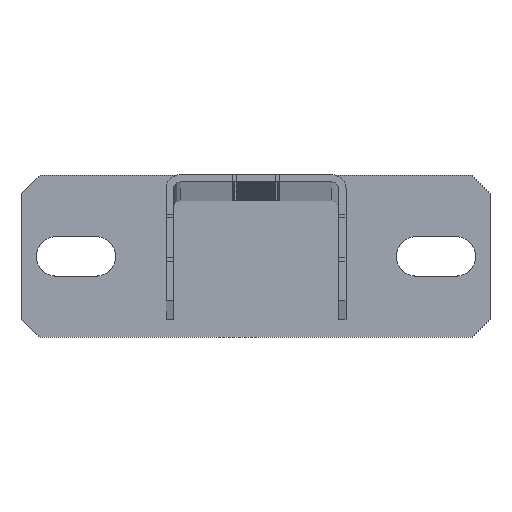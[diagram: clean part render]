
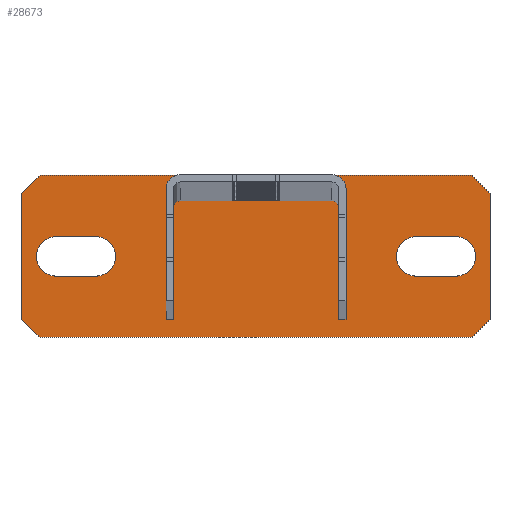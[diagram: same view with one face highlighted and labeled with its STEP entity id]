
A CAD part, top view. The second image highlights one B-rep face of the part: STEP entity #28673.
In plain terms, the highlighted planar face has unit normal (0, 0, 1).
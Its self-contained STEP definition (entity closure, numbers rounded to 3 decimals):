
#755=FACE_BOUND('',#4050,.T.);
#756=FACE_BOUND('',#4051,.T.);
#1119=CIRCLE('',#30209,5.5);
#1120=CIRCLE('',#30210,5.5);
#1121=CIRCLE('',#30211,5.5);
#1122=CIRCLE('',#30212,5.5);
#2577=FACE_OUTER_BOUND('',#4049,.T.);
#4049=EDGE_LOOP('',(#19127,#19128,#19129,#19130,#19131,#19132,#19133,#19134));
#4050=EDGE_LOOP('',(#19135,#19136,#19137,#19138));
#4051=EDGE_LOOP('',(#19139,#19140,#19141,#19142));
#5883=LINE('',#41956,#8831);
#5887=LINE('',#41964,#8835);
#5890=LINE('',#41970,#8838);
#5891=LINE('',#41972,#8839);
#5892=LINE('',#41974,#8840);
#5893=LINE('',#41976,#8841);
#5894=LINE('',#41978,#8842);
#5895=LINE('',#41979,#8843);
#5896=LINE('',#41984,#8844);
#5897=LINE('',#41987,#8845);
#5898=LINE('',#41992,#8846);
#5899=LINE('',#41995,#8847);
#8831=VECTOR('',#33143,10.);
#8835=VECTOR('',#33149,10.);
#8838=VECTOR('',#33154,10.);
#8839=VECTOR('',#33155,10.);
#8840=VECTOR('',#33156,10.);
#8841=VECTOR('',#33157,10.);
#8842=VECTOR('',#33158,10.);
#8843=VECTOR('',#33159,10.);
#8844=VECTOR('',#33162,10.);
#8845=VECTOR('',#33165,10.);
#8846=VECTOR('',#33168,10.);
#8847=VECTOR('',#33171,10.);
#11779=VERTEX_POINT('',#41954);
#11780=VERTEX_POINT('',#41955);
#11783=VERTEX_POINT('',#41963);
#11785=VERTEX_POINT('',#41969);
#11786=VERTEX_POINT('',#41971);
#11787=VERTEX_POINT('',#41973);
#11788=VERTEX_POINT('',#41975);
#11789=VERTEX_POINT('',#41977);
#11790=VERTEX_POINT('',#41980);
#11791=VERTEX_POINT('',#41981);
#11792=VERTEX_POINT('',#41983);
#11793=VERTEX_POINT('',#41985);
#11794=VERTEX_POINT('',#41988);
#11795=VERTEX_POINT('',#41989);
#11796=VERTEX_POINT('',#41991);
#11797=VERTEX_POINT('',#41993);
#14715=EDGE_CURVE('',#11779,#11780,#5883,.T.);
#14719=EDGE_CURVE('',#11783,#11780,#5887,.T.);
#14722=EDGE_CURVE('',#11779,#11785,#5890,.T.);
#14723=EDGE_CURVE('',#11786,#11785,#5891,.T.);
#14724=EDGE_CURVE('',#11786,#11787,#5892,.T.);
#14725=EDGE_CURVE('',#11788,#11787,#5893,.T.);
#14726=EDGE_CURVE('',#11788,#11789,#5894,.T.);
#14727=EDGE_CURVE('',#11783,#11789,#5895,.T.);
#14728=EDGE_CURVE('',#11790,#11791,#1119,.T.);
#14729=EDGE_CURVE('',#11791,#11792,#5896,.T.);
#14730=EDGE_CURVE('',#11792,#11793,#1120,.T.);
#14731=EDGE_CURVE('',#11793,#11790,#5897,.T.);
#14732=EDGE_CURVE('',#11794,#11795,#1121,.T.);
#14733=EDGE_CURVE('',#11795,#11796,#5898,.T.);
#14734=EDGE_CURVE('',#11796,#11797,#1122,.T.);
#14735=EDGE_CURVE('',#11797,#11794,#5899,.T.);
#19127=ORIENTED_EDGE('',*,*,#14715,.F.);
#19128=ORIENTED_EDGE('',*,*,#14722,.T.);
#19129=ORIENTED_EDGE('',*,*,#14723,.F.);
#19130=ORIENTED_EDGE('',*,*,#14724,.T.);
#19131=ORIENTED_EDGE('',*,*,#14725,.F.);
#19132=ORIENTED_EDGE('',*,*,#14726,.T.);
#19133=ORIENTED_EDGE('',*,*,#14727,.F.);
#19134=ORIENTED_EDGE('',*,*,#14719,.T.);
#19135=ORIENTED_EDGE('',*,*,#14728,.T.);
#19136=ORIENTED_EDGE('',*,*,#14729,.T.);
#19137=ORIENTED_EDGE('',*,*,#14730,.T.);
#19138=ORIENTED_EDGE('',*,*,#14731,.T.);
#19139=ORIENTED_EDGE('',*,*,#14732,.T.);
#19140=ORIENTED_EDGE('',*,*,#14733,.T.);
#19141=ORIENTED_EDGE('',*,*,#14734,.T.);
#19142=ORIENTED_EDGE('',*,*,#14735,.T.);
#27929=PLANE('',#30208);
#28673=ADVANCED_FACE('',(#2577,#755,#756),#27929,.T.);
#30208=AXIS2_PLACEMENT_3D('',#41968,#33152,#33153);
#30209=AXIS2_PLACEMENT_3D('',#41982,#33160,#33161);
#30210=AXIS2_PLACEMENT_3D('',#41986,#33163,#33164);
#30211=AXIS2_PLACEMENT_3D('',#41990,#33166,#33167);
#30212=AXIS2_PLACEMENT_3D('',#41994,#33169,#33170);
#33143=DIRECTION('',(-0.707,0.707,0.));
#33149=DIRECTION('',(0.,-1.,0.));
#33152=DIRECTION('center_axis',(0.,0.,1.));
#33153=DIRECTION('ref_axis',(1.,0.,0.));
#33154=DIRECTION('',(1.,0.,0.));
#33155=DIRECTION('',(-0.707,-0.707,0.));
#33156=DIRECTION('',(0.,1.,0.));
#33157=DIRECTION('',(0.707,-0.707,0.));
#33158=DIRECTION('',(-1.,0.,0.));
#33159=DIRECTION('',(0.707,0.707,0.));
#33160=DIRECTION('center_axis',(0.,0.,-1.));
#33161=DIRECTION('ref_axis',(0.,-1.,0.));
#33162=DIRECTION('',(1.,0.,0.));
#33163=DIRECTION('center_axis',(0.,0.,-1.));
#33164=DIRECTION('ref_axis',(0.,1.,0.));
#33165=DIRECTION('',(-1.,0.,0.));
#33166=DIRECTION('center_axis',(0.,0.,-1.));
#33167=DIRECTION('ref_axis',(0.,-1.,0.));
#33168=DIRECTION('',(1.,0.,0.));
#33169=DIRECTION('center_axis',(0.,0.,-1.));
#33170=DIRECTION('ref_axis',(0.,1.,0.));
#33171=DIRECTION('',(-1.,0.,0.));
#41954=CARTESIAN_POINT('',(-60.,-22.5,5.));
#41955=CARTESIAN_POINT('',(-65.,-17.5,5.));
#41956=CARTESIAN_POINT('',(-51.875,-30.625,5.));
#41963=CARTESIAN_POINT('',(-65.,17.5,5.));
#41964=CARTESIAN_POINT('',(-65.,22.5,5.));
#41968=CARTESIAN_POINT('Origin',(0.,0.,
5.));
#41969=CARTESIAN_POINT('',(60.,-22.5,5.));
#41970=CARTESIAN_POINT('',(-65.,-22.5,5.));
#41971=CARTESIAN_POINT('',(65.,-17.5,5.));
#41972=CARTESIAN_POINT('',(51.875,-30.625,5.));
#41973=CARTESIAN_POINT('',(65.,17.5,5.));
#41974=CARTESIAN_POINT('',(65.,-22.5,5.));
#41975=CARTESIAN_POINT('',(60.,22.5,5.));
#41976=CARTESIAN_POINT('',(51.875,30.625,5.));
#41977=CARTESIAN_POINT('',(-60.,22.5,5.));
#41978=CARTESIAN_POINT('',(65.,22.5,5.));
#41979=CARTESIAN_POINT('',(-51.875,30.625,5.));
#41980=CARTESIAN_POINT('',(-55.5,-5.5,5.));
#41981=CARTESIAN_POINT('',(-55.5,5.5,5.));
#41982=CARTESIAN_POINT('Origin',(-55.5,0.,5.));
#41983=CARTESIAN_POINT('',(-44.5,5.5,5.));
#41984=CARTESIAN_POINT('',(-55.5,5.5,5.));
#41985=CARTESIAN_POINT('',(-44.5,-5.5,5.));
#41986=CARTESIAN_POINT('Origin',(-44.5,0.,5.));
#41987=CARTESIAN_POINT('',(-44.5,-5.5,5.));
#41988=CARTESIAN_POINT('',(44.5,-5.5,5.));
#41989=CARTESIAN_POINT('',(44.5,5.5,5.));
#41990=CARTESIAN_POINT('Origin',(44.5,0.,5.));
#41991=CARTESIAN_POINT('',(55.5,5.5,5.));
#41992=CARTESIAN_POINT('',(44.5,5.5,5.));
#41993=CARTESIAN_POINT('',(55.5,-5.5,5.));
#41994=CARTESIAN_POINT('Origin',(55.5,0.,5.));
#41995=CARTESIAN_POINT('',(55.5,-5.5,5.));
